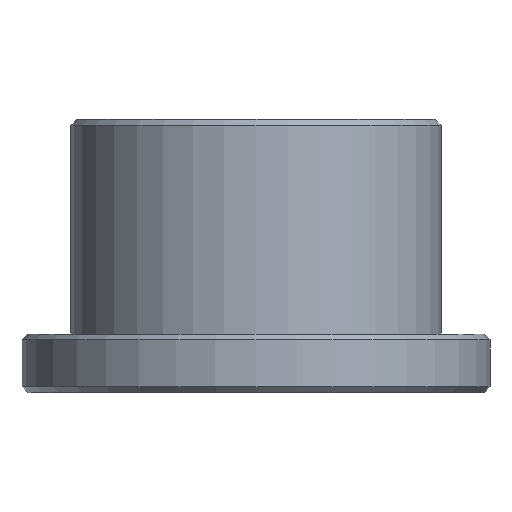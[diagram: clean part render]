
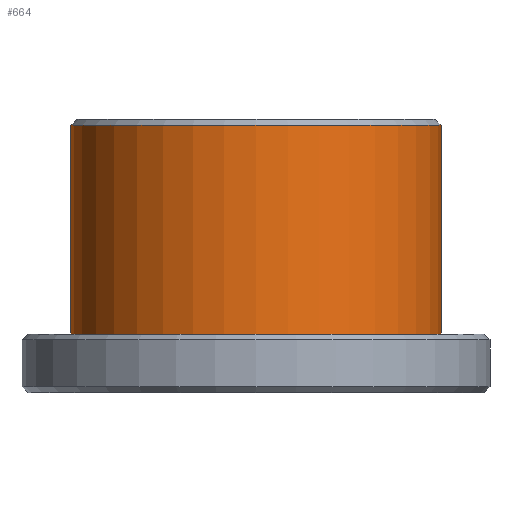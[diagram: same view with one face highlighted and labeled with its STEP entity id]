
A CAD part, front view. The second image highlights one B-rep face of the part: STEP entity #664.
In plain terms, the highlighted cylindrical face has radius 9.5 mm (diameter 19 mm), a partial arc.
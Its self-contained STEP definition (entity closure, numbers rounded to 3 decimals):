
#32 = FACE_OUTER_BOUND ( 'NONE', #295, .T. ) ;
#36 = CARTESIAN_POINT ( 'NONE',  ( -9.5, 0., 14. ) ) ;
#49 = DIRECTION ( 'NONE',  ( 0., 0., -1. ) ) ;
#77 = VERTEX_POINT ( 'NONE', #715 ) ;
#91 = VECTOR ( 'NONE', #784, 1000. ) ;
#131 = VERTEX_POINT ( 'NONE', #146 ) ;
#134 = CARTESIAN_POINT ( 'NONE',  ( 0., 0., 3. ) ) ;
#146 = CARTESIAN_POINT ( 'NONE',  ( 9.5, 0., 13.7 ) ) ;
#170 = DIRECTION ( 'NONE',  ( -1., 0., 0. ) ) ;
#248 = DIRECTION ( 'NONE',  ( -1., 0., 0. ) ) ;
#275 = ORIENTED_EDGE ( 'NONE', *, *, #894, .T. ) ;
#277 = CIRCLE ( 'NONE', #1197, 9.5 ) ;
#295 = EDGE_LOOP ( 'NONE', ( #822, #275, #1026, #490 ) ) ;
#297 = VECTOR ( 'NONE', #714, 1000. ) ;
#328 = CARTESIAN_POINT ( 'NONE',  ( 0., 0., 13.7 ) ) ;
#343 = VERTEX_POINT ( 'NONE', #1012 ) ;
#373 = EDGE_CURVE ( 'NONE', #131, #880, #1235, .T. ) ;
#400 = CIRCLE ( 'NONE', #1002, 9.5 ) ;
#443 = DIRECTION ( 'NONE',  ( 1., 0., 0. ) ) ;
#490 = ORIENTED_EDGE ( 'NONE', *, *, #1262, .F. ) ;
#664 = ADVANCED_FACE ( 'NONE', ( #32 ), #1446, .T. ) ;
#689 = CARTESIAN_POINT ( 'NONE',  ( 9.5, 0., 14. ) ) ;
#714 = DIRECTION ( 'NONE',  ( 0., 0., -1. ) ) ;
#715 = CARTESIAN_POINT ( 'NONE',  ( -9.5, 0., 13.7 ) ) ;
#784 = DIRECTION ( 'NONE',  ( 0., 0., -1. ) ) ;
#822 = ORIENTED_EDGE ( 'NONE', *, *, #373, .F. ) ;
#846 = LINE ( 'NONE', #36, #297 ) ;
#880 = VERTEX_POINT ( 'NONE', #1080 ) ;
#894 = EDGE_CURVE ( 'NONE', #131, #77, #400, .T. ) ;
#909 = DIRECTION ( 'NONE',  ( 0., 0., -1. ) ) ;
#948 = CARTESIAN_POINT ( 'NONE',  ( 0., 0., 14. ) ) ;
#1002 = AXIS2_PLACEMENT_3D ( 'NONE', #328, #1086, #443 ) ;
#1008 = EDGE_CURVE ( 'NONE', #77, #343, #846, .T. ) ;
#1012 = CARTESIAN_POINT ( 'NONE',  ( -9.5, 0., 3. ) ) ;
#1026 = ORIENTED_EDGE ( 'NONE', *, *, #1008, .T. ) ;
#1080 = CARTESIAN_POINT ( 'NONE',  ( 9.5, 0., 3. ) ) ;
#1086 = DIRECTION ( 'NONE',  ( 0., 0., -1. ) ) ;
#1159 = AXIS2_PLACEMENT_3D ( 'NONE', #948, #49, #170 ) ;
#1197 = AXIS2_PLACEMENT_3D ( 'NONE', #134, #909, #248 ) ;
#1235 = LINE ( 'NONE', #689, #91 ) ;
#1262 = EDGE_CURVE ( 'NONE', #880, #343, #277, .T. ) ;
#1446 = CYLINDRICAL_SURFACE ( 'NONE', #1159, 9.5 ) ;
